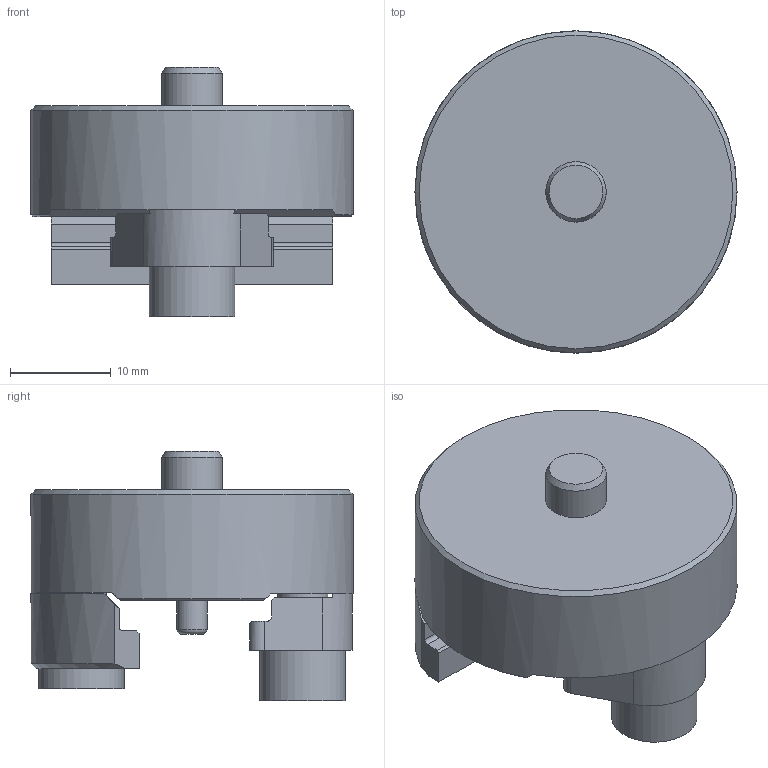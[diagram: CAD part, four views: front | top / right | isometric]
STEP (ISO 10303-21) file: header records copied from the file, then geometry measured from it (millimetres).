
FILE_DESCRIPTION(/* description */ (''),/* implementation_level */ '2;1');
FILE_NAME(/* name */ '1529305151345.stp',/* time_stamp */ '2018-06-18T08:59:20+02:00',/* author */ (''),/* organization */ ('SMS'),/* preprocessor_version */ 'ST-DEVELOPER v15',/* originating_system */ 'SIEMENS PLM Software NX 8.5',/* authorisation */ '');
FILE_SCHEMA (('AUTOMOTIVE_DESIGN { 1 0 10303 214 3 1 1 1 }'));
Length unit declared in the file: millimetre
Products named in the file (1): SL-32_11-32-QC
Bounding box: 32 x 32 x 24.75 mm (x, y, z)
Volume: 11133.2 mm3; surface area: 4215.9 mm2
Topology: 1 solids, 1 shells, 53 faces, 136 edges, 97 vertices
Faces by surface type: plane 32, cylinder 13, cone 7, torus 1
Full cylindrical faces by diameter (mm): 3 x1, 5 x2, 6 x1, 8.5 x2, 32 x1
Entity records: 1601 total; most frequent: CARTESIAN_POINT 280, DIRECTION 277, ORIENTED_EDGE 234, EDGE_CURVE 117, AXIS2_PLACEMENT_3D 107, VERTEX_POINT 83, EDGE_LOOP 72, LINE 63
